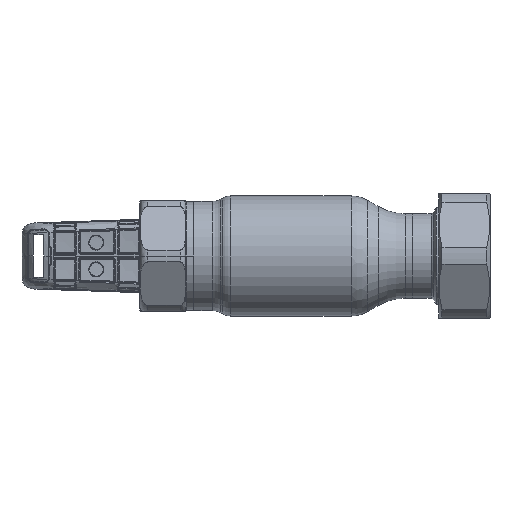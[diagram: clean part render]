
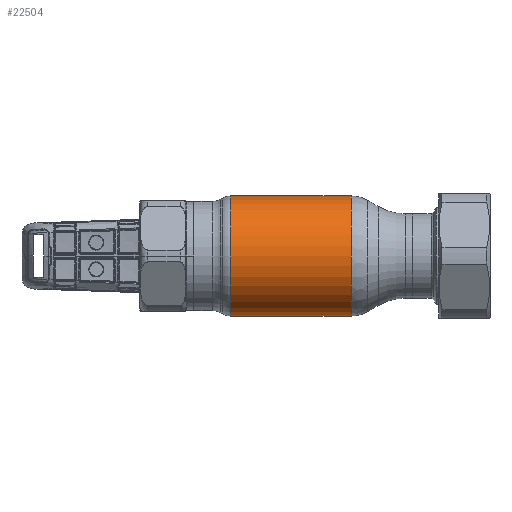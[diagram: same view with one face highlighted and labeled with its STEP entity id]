
A CAD part, front view. The second image highlights one B-rep face of the part: STEP entity #22504.
In plain terms, the highlighted cylindrical face has radius 22.25 mm (diameter 44.5 mm), a partial arc.
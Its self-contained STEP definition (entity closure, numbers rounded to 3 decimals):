
#2189 = FACE_OUTER_BOUND ( 'NONE', #22992, .T. ) ;
#4853 = AXIS2_PLACEMENT_3D ( 'NONE', #49246, #21479, #7622 ) ;
#5011 = CARTESIAN_POINT ( 'NONE',  ( 62.69, 0., -22.25 ) ) ;
#5738 = CYLINDRICAL_SURFACE ( 'NONE', #59913, 22.25 ) ;
#7061 = EDGE_CURVE ( 'NONE', #58386, #11382, #13757, .T. ) ;
#7622 = DIRECTION ( 'NONE',  ( 0., 0., -1. ) ) ;
#10467 = VECTOR ( 'NONE', #33841, 1000. ) ;
#10805 = AXIS2_PLACEMENT_3D ( 'NONE', #54945, #27291, #50002 ) ;
#11141 = CARTESIAN_POINT ( 'NONE',  ( 22.285, 0., 22.25 ) ) ;
#11382 = VERTEX_POINT ( 'NONE', #41974 ) ;
#13757 = LINE ( 'NONE', #5011, #16678 ) ;
#15743 = ORIENTED_EDGE ( 'NONE', *, *, #40565, .F. ) ;
#16678 = VECTOR ( 'NONE', #18454, 1000. ) ;
#18454 = DIRECTION ( 'NONE',  ( 1., 0., 0. ) ) ;
#20445 = EDGE_CURVE ( 'NONE', #60084, #31018, #21390, .T. ) ;
#21390 = LINE ( 'NONE', #55786, #10467 ) ;
#21479 = DIRECTION ( 'NONE',  ( 1., 0., 0. ) ) ;
#22504 = ADVANCED_FACE ( 'NONE', ( #2189 ), #5738, .T. ) ;
#22992 = EDGE_LOOP ( 'NONE', ( #35502, #47109, #49136, #15743 ) ) ;
#26556 = DIRECTION ( 'NONE',  ( 0., 0., -1. ) ) ;
#27291 = DIRECTION ( 'NONE',  ( 1., 0., 0. ) ) ;
#30341 = CIRCLE ( 'NONE', #4853, 22.25 ) ;
#31018 = VERTEX_POINT ( 'NONE', #11141 ) ;
#33841 = DIRECTION ( 'NONE',  ( 1., 0., 0. ) ) ;
#35502 = ORIENTED_EDGE ( 'NONE', *, *, #20445, .F. ) ;
#38791 = CIRCLE ( 'NONE', #10805, 22.25 ) ;
#40565 = EDGE_CURVE ( 'NONE', #31018, #11382, #30341, .T. ) ;
#41974 = CARTESIAN_POINT ( 'NONE',  ( 22.285, 0., -22.25 ) ) ;
#45877 = CARTESIAN_POINT ( 'NONE',  ( -22.285, 0., -22.25 ) ) ;
#47109 = ORIENTED_EDGE ( 'NONE', *, *, #51338, .T. ) ;
#49136 = ORIENTED_EDGE ( 'NONE', *, *, #7061, .T. ) ;
#49246 = CARTESIAN_POINT ( 'NONE',  ( 22.285, 0., 0. ) ) ;
#49472 = CARTESIAN_POINT ( 'NONE',  ( 62.69, 0., 0. ) ) ;
#50002 = DIRECTION ( 'NONE',  ( 0., 0., -1. ) ) ;
#51338 = EDGE_CURVE ( 'NONE', #60084, #58386, #38791, .T. ) ;
#54134 = CARTESIAN_POINT ( 'NONE',  ( -22.285, 0., 22.25 ) ) ;
#54806 = DIRECTION ( 'NONE',  ( 1., 0., 0. ) ) ;
#54945 = CARTESIAN_POINT ( 'NONE',  ( -22.285, 0., 0. ) ) ;
#55786 = CARTESIAN_POINT ( 'NONE',  ( 62.69, 0., 22.25 ) ) ;
#58386 = VERTEX_POINT ( 'NONE', #45877 ) ;
#59913 = AXIS2_PLACEMENT_3D ( 'NONE', #49472, #54806, #26556 ) ;
#60084 = VERTEX_POINT ( 'NONE', #54134 ) ;
